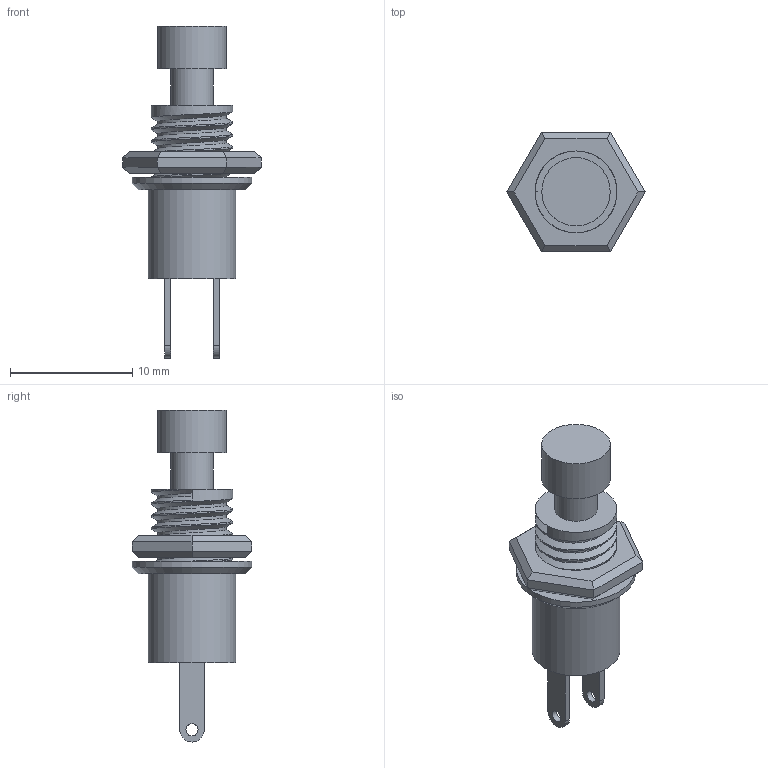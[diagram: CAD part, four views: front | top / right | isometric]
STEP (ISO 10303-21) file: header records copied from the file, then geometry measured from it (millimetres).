
FILE_DESCRIPTION(('CAx-IF Rec.Pracs.---Model Styling and Organization---1.5---2016-08-15','CAx-IF Rec.Pracs.---Geometric and Assembly Validation Properties---4.4---2016-08-17','CAx-IF Rec.Pracs.---User Defined Attributes---1.5---2016-08-15','CAx-IF Rec.Pracs.---External References---2.1---2005-01-19'),'2;1');
FILE_NAME('PBS-110-DC177-Push buton-button_Assembly_b.stp','2024-02-20T21:50:59',('Unspecified'),('Unspecified'),'CAD Exchanger 3.24.0 (cadexchanger.com)','Unspecified','');
FILE_SCHEMA(('AP242_MANAGED_MODEL_BASED_3D_ENGINEERING_MIM_LF { 1 0 10303 442 1 1 4 }'));
Length unit declared in the file: millimetre
Products named in the file (3): PBS-110-DC177-Push buton-button_Assembly_b
Assembly tree (2 placements, depth 2):
  PBS-110-DC177-Push buton-button_Assembly_b
    PBS-110-DC177-Push buton-button_Assembly_b
    PBS-110-DC177-Push buton-button_Assembly_b
Bounding box: 11.32 x 9.8 x 27.2 mm (x, y, z)
Volume: 738.1 mm3; surface area: 891.9 mm2
Topology: 2 solids, 2 shells, 53 faces, 113 edges, 70 vertices
Faces by surface type: plane 36, cylinder 12, bspline 4, cone 1
Full cylindrical faces by diameter (mm): 0.995 x2, 3.5 x1, 5.6 x1, 6.7 x1, 7.2 x1, 9.8 x1
Entity records: 3339 total; most frequent: CARTESIAN_POINT 2056, ORIENTED_EDGE 226, DIRECTION 221, EDGE_CURVE 113, AXIS2_PLACEMENT_3D 78, VERTEX_POINT 70, FACE_BOUND 65, EDGE_LOOP 65
